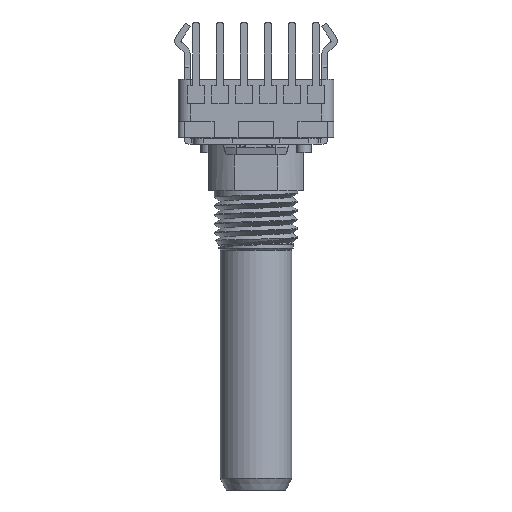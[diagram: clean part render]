
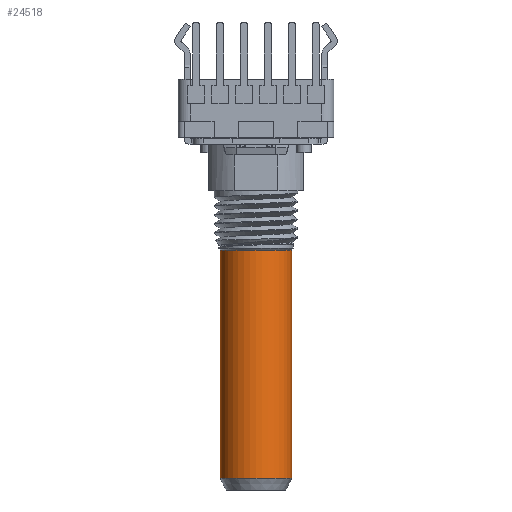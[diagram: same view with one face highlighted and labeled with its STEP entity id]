
A CAD part, front view. The second image highlights one B-rep face of the part: STEP entity #24518.
In plain terms, the highlighted cylindrical face has radius 3 mm (diameter 6 mm), a full revolution.
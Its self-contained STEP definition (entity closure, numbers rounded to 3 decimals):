
#24381=CARTESIAN_POINT('',(-5.677,-16.943,-20.155));
#24382=VERTEX_POINT('',#24381);
#24383=CARTESIAN_POINT('',(-5.677,-16.943,-31.155));
#24384=VERTEX_POINT('',#24383);
#24385=CARTESIAN_POINT('',(-5.677,-16.943,-20.155));
#24386=DIRECTION('',(0.0,0.0,-1.0));
#24387=VECTOR('',#24386,11.0);
#24388=LINE('',#24385,#24387);
#24389=EDGE_CURVE('',#24382,#24384,#24388,.T.);
#24391=CARTESIAN_POINT('',(-0.481,-16.943,-20.155));
#24392=VERTEX_POINT('',#24391);
#24399=CARTESIAN_POINT('',(-0.481,-16.943,-31.155));
#24400=VERTEX_POINT('',#24399);
#24401=CARTESIAN_POINT('',(-0.481,-16.943,-31.155));
#24402=DIRECTION('',(0.0,0.0,1.0));
#24403=VECTOR('',#24402,11.0);
#24404=LINE('',#24401,#24403);
#24405=EDGE_CURVE('',#24400,#24392,#24404,.T.);
#24451=CARTESIAN_POINT('',(-3.079,-18.443,-20.155));
#24452=DIRECTION('',(0.0,0.0,1.0));
#24453=DIRECTION('',(0.0,-1.0,0.0));
#24454=AXIS2_PLACEMENT_3D('',#24451,#24452,#24453);
#24455=CIRCLE('',#24454,3.);
#24456=EDGE_CURVE('',#24392,#24382,#24455,.T.);
#24486=CARTESIAN_POINT('',(-3.079,-18.443,-31.155));
#24487=DIRECTION('',(0.0,0.0,-1.0));
#24488=DIRECTION('',(0.0,-1.0,0.0));
#24489=AXIS2_PLACEMENT_3D('',#24486,#24487,#24488);
#24490=CIRCLE('',#24489,3.);
#24491=EDGE_CURVE('',#24400,#24384,#24490,.T.);
#24496=CARTESIAN_POINT('',(-3.079,-18.443,-32.155));
#24497=DIRECTION('',(0.,0.,1.0));
#24498=DIRECTION('',(0.0,-1.0,0.0));
#24499=AXIS2_PLACEMENT_3D('',#24496,#24497,#24498);
#24500=CYLINDRICAL_SURFACE('',#24499,3.);
#24501=ORIENTED_EDGE('',*,*,#24389,.T.);
#24502=ORIENTED_EDGE('',*,*,#24491,.F.);
#24503=ORIENTED_EDGE('',*,*,#24405,.T.);
#24504=ORIENTED_EDGE('',*,*,#24456,.T.);
#24505=EDGE_LOOP('',(#24501,#24502,#24503,#24504));
#24506=FACE_OUTER_BOUND('',#24505,.T.);
#24507=CARTESIAN_POINT('',(-3.079,-15.443,-12.155));
#24508=VERTEX_POINT('',#24507);
#24509=CARTESIAN_POINT('',(-3.079,-18.443,-12.155));
#24510=DIRECTION('',(0.0,0.0,-1.0));
#24511=DIRECTION('',(0.0,-1.0,0.0));
#24512=AXIS2_PLACEMENT_3D('',#24509,#24510,#24511);
#24513=CIRCLE('',#24512,3.);
#24514=EDGE_CURVE('',#24508,#24508,#24513,.T.);
#24515=ORIENTED_EDGE('',*,*,#24514,.T.);
#24516=EDGE_LOOP('',(#24515));
#24517=FACE_BOUND('',#24516,.T.);
#24518=ADVANCED_FACE('',(#24506,#24517),#24500,.T.);
